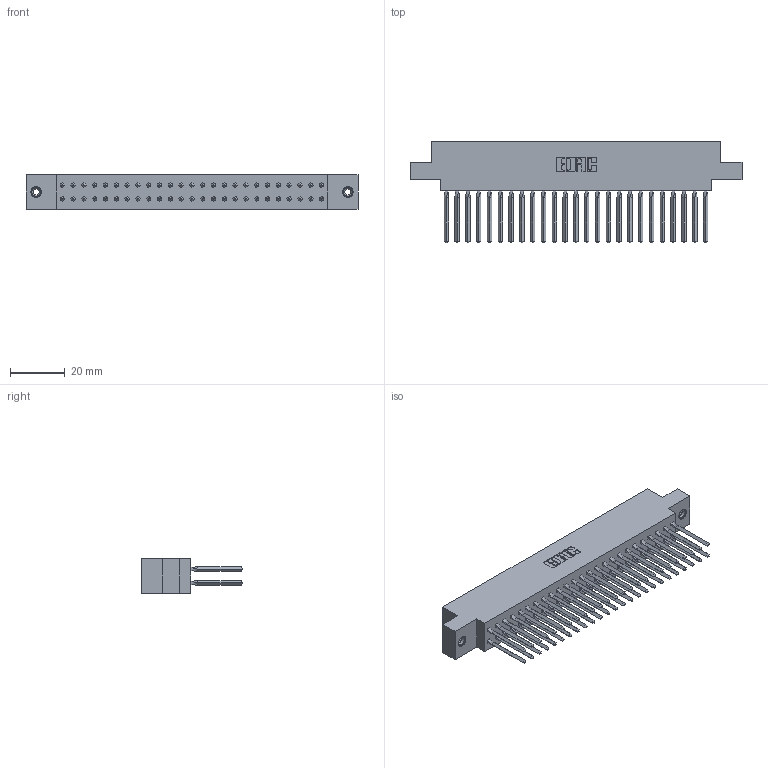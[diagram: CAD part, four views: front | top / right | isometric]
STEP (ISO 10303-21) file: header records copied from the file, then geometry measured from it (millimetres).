
FILE_DESCRIPTION (( 'STEP AP203' ), '1' );
FILE_NAME ('317-050-540-878.STEP', '2020-02-28T03:07:56', ( '' ), ( '' ), 'SwSTEP 2.0', 'SolidWorks 2016', '' );
FILE_SCHEMA (( 'CONFIG_CONTROL_DESIGN' ));
Length unit declared in the file: inch
Products named in the file (4): 317-290-001_540; 317 Part_.156 Dia - TI; 317-050-540-878; 345-250-001_345-250-003-102
Assembly tree (53 placements, depth 2):
  317-050-540-878
    317 Part_.156 Dia - TI
    317-290-001_540  x50
    345-250-001_345-250-003-102  x2
Bounding box: 121.77 x 37.34 x 12.7 mm (x, y, z)
Volume: 19855.1 mm3; surface area: 28982.3 mm2
Topology: 53 solids, 53 shells, 4612 faces, 12761 edges, 8216 vertices
Faces by surface type: plane 3740, cylinder 656, bspline 200, cone 12, torus 4
Entity records: 39695 total; most frequent: CARTESIAN_POINT 7310, ORIENTED_EDGE 6802, DIRECTION 5717, EDGE_CURVE 3401, VECTOR 3125, LINE 3125, VERTEX_POINT 2257, AXIS2_PLACEMENT_3D 1296
